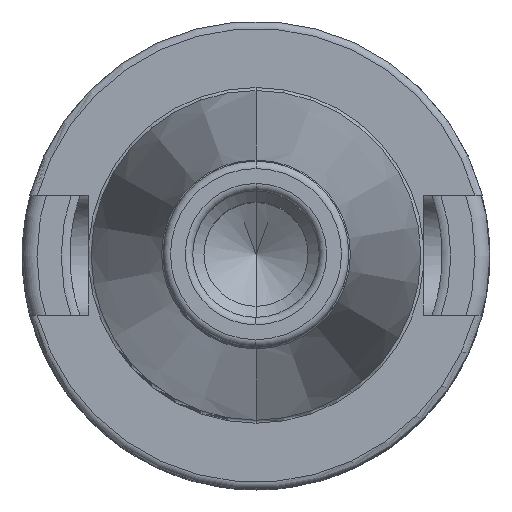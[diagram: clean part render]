
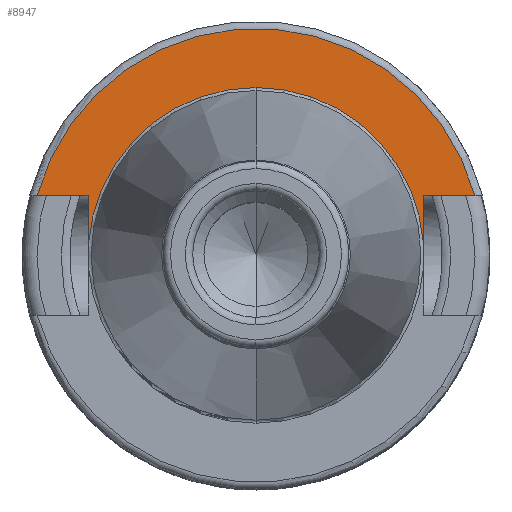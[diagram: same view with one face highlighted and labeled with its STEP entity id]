
A CAD part, top view. The second image highlights one B-rep face of the part: STEP entity #8947.
In plain terms, the highlighted planar face has unit normal (0, 0, 1).
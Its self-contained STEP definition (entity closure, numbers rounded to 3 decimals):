
#498=CARTESIAN_POINT('',(0,0,10));
#499=DIRECTION('',(0,0,1));
#500=DIRECTION('',(0,1,0));
#501=AXIS2_PLACEMENT_3D('',#498,#499,#500);
#2816=CARTESIAN_POINT('',(0,0,10));
#2817=DIRECTION('',(0,0,1));
#2818=DIRECTION('',(0.965,0.264,0));
#2819=AXIS2_PLACEMENT_3D('',#2816,#2817,#2818);
#2866=DIRECTION('',(0,1,0));
#2867=VECTOR('',#2866,6.317);
#2868=CARTESIAN_POINT('',(-22.5,1.733,10));
#2869=LINE('',#2868,#2867);
#2870=DIRECTION('',(1,0,0));
#2871=VECTOR('',#2870,6.918);
#2872=CARTESIAN_POINT('',(-29.418,8.05,10));
#2873=LINE('',#2872,#2871);
#2874=DIRECTION('',(-1,0,0));
#2875=VECTOR('',#2874,6.918);
#2876=CARTESIAN_POINT('',(29.418,8.05,10));
#2877=LINE('',#2876,#2875);
#2878=DIRECTION('',(0,-1,0));
#2879=VECTOR('',#2878,6.317);
#2880=CARTESIAN_POINT('',(22.5,8.05,10));
#2881=LINE('',#2880,#2879);
#2896=CARTESIAN_POINT('',(0,0,10));
#2897=DIRECTION('',(0,0,-1));
#2898=DIRECTION('',(0,1,0));
#2899=AXIS2_PLACEMENT_3D('',#2896,#2897,#2898);
#3644=CARTESIAN_POINT('',(0,22.567,10));
#3646=VERTEX_POINT('',#3644);
#3760=CARTESIAN_POINT('',(-22.5,1.733,10));
#3761=CARTESIAN_POINT('',(-22.5,8.05,10));
#3762=VERTEX_POINT('',#3760);
#3763=VERTEX_POINT('',#3761);
#3764=CARTESIAN_POINT('',(-29.418,8.05,10));
#3765=VERTEX_POINT('',#3764);
#3766=CARTESIAN_POINT('',(22.5,8.05,10));
#3767=CARTESIAN_POINT('',(22.5,1.733,10));
#3768=VERTEX_POINT('',#3766);
#3769=VERTEX_POINT('',#3767);
#3776=CARTESIAN_POINT('',(29.418,8.05,10));
#3777=VERTEX_POINT('',#3776);
#8930=CARTESIAN_POINT('',(0,0,10));
#8931=DIRECTION('',(0,0,-1));
#8932=DIRECTION('',(0,-1,0));
#8933=AXIS2_PLACEMENT_3D('',#8930,#8931,#8932);
#8934=PLANE('',#8933);
#8935=ORIENTED_EDGE('',*,*,#4973,.T.);
#8936=ORIENTED_EDGE('',*,*,#8811,.F.);
#8937=ORIENTED_EDGE('',*,*,#8903,.F.);
#8939=ORIENTED_EDGE('',*,*,#8938,.T.);
#8941=ORIENTED_EDGE('',*,*,#8940,.T.);
#8943=ORIENTED_EDGE('',*,*,#8942,.F.);
#8944=ORIENTED_EDGE('',*,*,#4950,.T.);
#8945=EDGE_LOOP('',(#8935,#8936,#8937,#8939,#8941,#8943,#8944));
#8946=FACE_OUTER_BOUND('',#8945,.F.);
#8947=ADVANCED_FACE('',(#8946),#8934,.F.);
#502=CIRCLE('',#501,22.567);
#2820=CIRCLE('',#2819,30.5);
#2900=CIRCLE('',#2899,22.567);
#4950=EDGE_CURVE('',#3646,#3762,#502,.T.);
#4973=EDGE_CURVE('',#3762,#3763,#2869,.T.);
#8811=EDGE_CURVE('',#3765,#3763,#2873,.T.);
#8903=EDGE_CURVE('',#3777,#3765,#2820,.T.);
#8938=EDGE_CURVE('',#3777,#3768,#2877,.T.);
#8940=EDGE_CURVE('',#3768,#3769,#2881,.T.);
#8942=EDGE_CURVE('',#3646,#3769,#2900,.T.);
